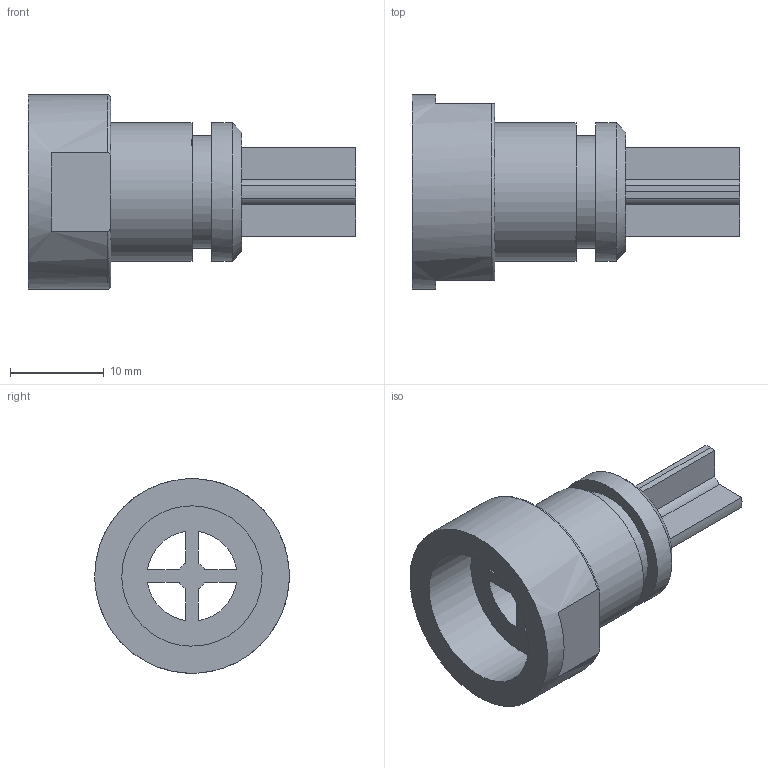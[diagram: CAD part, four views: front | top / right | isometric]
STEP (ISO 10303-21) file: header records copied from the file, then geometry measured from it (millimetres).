
FILE_DESCRIPTION ((), '1');
FILE_NAME ('11281 - B47967 diverter R2.STP', '2024-04-23T09:35:02', ('Unknown'), ('Global Precision'), 'OneCNC-XR7 Mill 3D Expert', 'OneCNC-XR7 Mill 3D Expert', '');
FILE_SCHEMA (('CONFIG_CONTROL_DESIGN'));
Length unit declared in the file: millimetre
Bounding box: 35 x 20.8 x 20.77 mm (x, y, z)
Volume: 3584.3 mm3; surface area: 3542.4 mm2
Topology: 1 solids, 1 shells, 41 faces, 105 edges, 67 vertices
Faces by surface type: bspline 41
Entity records: 12454 total; most frequent: CARTESIAN_POINT 11754, ORIENTED_EDGE 210, EDGE_CURVE 105, VERTEX_POINT 67, B_SPLINE_CURVE_WITH_KNOTS 62, EDGE_LOOP 50, FACE_OUTER_BOUND 41, ADVANCED_FACE 41
